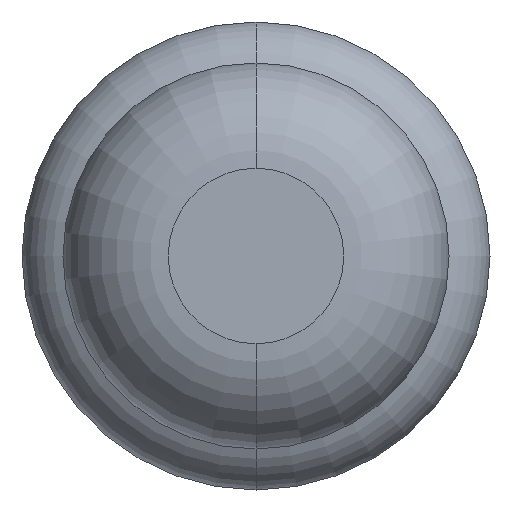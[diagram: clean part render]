
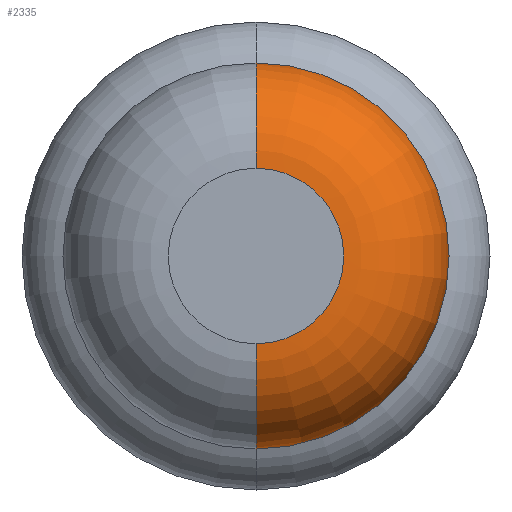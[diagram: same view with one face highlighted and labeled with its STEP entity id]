
A CAD part, front view. The second image highlights one B-rep face of the part: STEP entity #2335.
In plain terms, the highlighted toroidal (fillet/blend) face has major radius 0.375 mm and minor radius 0.45 mm.
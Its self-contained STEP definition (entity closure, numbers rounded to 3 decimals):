
#58 = VERTEX_POINT ( 'NONE', #3737 ) ;
#76 = AXIS2_PLACEMENT_3D ( 'NONE', #2267, #1004, #1992 ) ;
#194 = VERTEX_POINT ( 'NONE', #4072 ) ;
#256 = DIRECTION ( 'NONE',  ( 0., 0., -1. ) ) ;
#503 = ORIENTED_EDGE ( 'NONE', *, *, #2168, .T. ) ;
#558 = VERTEX_POINT ( 'NONE', #2363 ) ;
#623 = TOROIDAL_SURFACE ( 'NONE', #76, 0.375, 0.45 ) ;
#676 = CIRCLE ( 'NONE', #2234, 0.825 ) ;
#820 = EDGE_CURVE ( 'NONE', #1701, #58, #3998, .T. ) ;
#1004 = DIRECTION ( 'NONE',  ( 0., 1., 0. ) ) ;
#1089 = AXIS2_PLACEMENT_3D ( 'NONE', #1907, #3152, #3215 ) ;
#1234 = EDGE_LOOP ( 'NONE', ( #503, #2436, #2810, #1815 ) ) ;
#1602 = DIRECTION ( 'NONE',  ( 1., 0., 0. ) ) ;
#1627 = DIRECTION ( 'NONE',  ( 0., 0., 1. ) ) ;
#1701 = VERTEX_POINT ( 'NONE', #4022 ) ;
#1815 = ORIENTED_EDGE ( 'NONE', *, *, #820, .F. ) ;
#1891 = DIRECTION ( 'NONE',  ( 0., 1., 0. ) ) ;
#1905 = CARTESIAN_POINT ( 'NONE',  ( 0., -26., 0. ) ) ;
#1907 = CARTESIAN_POINT ( 'NONE',  ( 0., -25.55, 0.375 ) ) ;
#1992 = DIRECTION ( 'NONE',  ( 0., 0., 1. ) ) ;
#2108 = EDGE_CURVE ( 'NONE', #558, #194, #3680, .T. ) ;
#2168 = EDGE_CURVE ( 'Defeature ausgef�hrt1_8+Defeature ausgef�hrt1_7+Defeature ausgef�hrt1_7+Defeature ausgef�hrt1_7', #1701, #558, #3274, .T. ) ;
#2199 = DIRECTION ( 'NONE',  ( 0., 1., 0. ) ) ;
#2203 = CARTESIAN_POINT ( 'NONE',  ( 0., -25.55, -0.375 ) ) ;
#2224 = CARTESIAN_POINT ( 'NONE',  ( 0., -25.55, 0. ) ) ;
#2234 = AXIS2_PLACEMENT_3D ( 'NONE', #2224, #2199, #3895 ) ;
#2267 = CARTESIAN_POINT ( 'NONE',  ( 0., -25.55, 0. ) ) ;
#2335 = ADVANCED_FACE ( 'Defeature ausgef�hrt1_8', ( #3114 ), #623, .T. ) ;
#2363 = CARTESIAN_POINT ( 'NONE',  ( 0., -26., -0.375 ) ) ;
#2436 = ORIENTED_EDGE ( 'NONE', *, *, #2108, .T. ) ;
#2810 = ORIENTED_EDGE ( 'NONE', *, *, #3905, .F. ) ;
#3114 = FACE_OUTER_BOUND ( 'NONE', #1234, .T. ) ;
#3152 = DIRECTION ( 'NONE',  ( -1., 0., 0. ) ) ;
#3215 = DIRECTION ( 'NONE',  ( 0., 0., 1. ) ) ;
#3274 = CIRCLE ( 'NONE', #3381, 0.375 ) ;
#3381 = AXIS2_PLACEMENT_3D ( 'NONE', #1905, #1891, #1627 ) ;
#3680 = CIRCLE ( 'NONE', #3742, 0.45 ) ;
#3737 = CARTESIAN_POINT ( 'NONE',  ( 0., -25.55, 0.825 ) ) ;
#3742 = AXIS2_PLACEMENT_3D ( 'NONE', #2203, #1602, #256 ) ;
#3895 = DIRECTION ( 'NONE',  ( 0., 0., 1. ) ) ;
#3905 = EDGE_CURVE ( 'Defeature ausgef�hrt1_9+Defeature ausgef�hrt1_8+Defeature ausgef�hrt1_8+Defeature ausgef�hrt1_8', #58, #194, #676, .T. ) ;
#3998 = CIRCLE ( 'NONE', #1089, 0.45 ) ;
#4022 = CARTESIAN_POINT ( 'NONE',  ( 0., -26., 0.375 ) ) ;
#4072 = CARTESIAN_POINT ( 'NONE',  ( 0., -25.55, -0.825 ) ) ;
